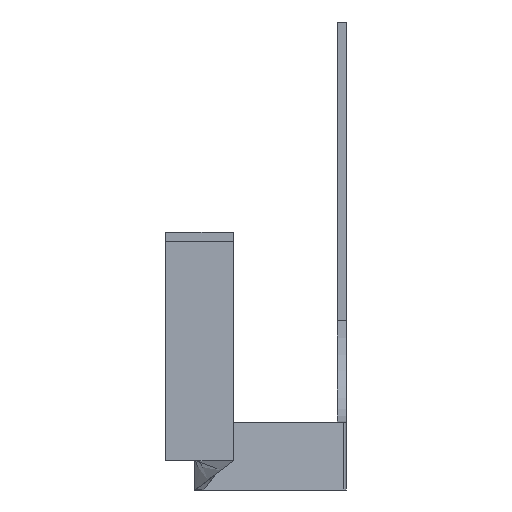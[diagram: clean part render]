
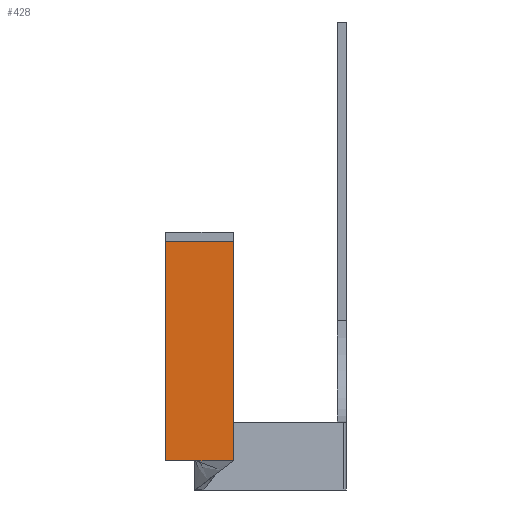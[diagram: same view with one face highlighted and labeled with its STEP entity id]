
A CAD part, front view. The second image highlights one B-rep face of the part: STEP entity #428.
In plain terms, the highlighted planar face has unit normal (0, -1, 0).
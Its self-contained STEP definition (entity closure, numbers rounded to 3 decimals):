
#51 = CARTESIAN_POINT ( 'NONE',  ( -46., -317.5, -194. ) ) ;
#127 = VECTOR ( 'NONE', #1218, 1000. ) ;
#149 = DIRECTION ( 'NONE',  ( 0., 0., 1. ) ) ;
#153 = CARTESIAN_POINT ( 'NONE',  ( -76., -317.5, -194. ) ) ;
#167 = CARTESIAN_POINT ( 'NONE',  ( -76., -317.5, -194. ) ) ;
#186 = FACE_OUTER_BOUND ( 'NONE', #958, .T. ) ;
#195 = EDGE_CURVE ( 'NONE', #1050, #1151, #732, .T. ) ;
#272 = VECTOR ( 'NONE', #952, 1000. ) ;
#285 = LINE ( 'NONE', #975, #272 ) ;
#319 = CARTESIAN_POINT ( 'NONE',  ( -46., -317.5, -194. ) ) ;
#348 = LINE ( 'NONE', #721, #688 ) ;
#368 = EDGE_CURVE ( 'NONE', #1050, #412, #285, .T. ) ;
#412 = VERTEX_POINT ( 'NONE', #915 ) ;
#413 = VECTOR ( 'NONE', #149, 1000. ) ;
#420 = ORIENTED_EDGE ( 'NONE', *, *, #1159, .F. ) ;
#428 = ADVANCED_FACE ( 'NONE', ( #186 ), #880, .T. ) ;
#432 = ORIENTED_EDGE ( 'NONE', *, *, #195, .F. ) ;
#448 = ORIENTED_EDGE ( 'NONE', *, *, #368, .T. ) ;
#480 = VERTEX_POINT ( 'NONE', #795 ) ;
#485 = ORIENTED_EDGE ( 'NONE', *, *, #542, .T. ) ;
#542 = EDGE_CURVE ( 'NONE', #412, #480, #348, .T. ) ;
#596 = AXIS2_PLACEMENT_3D ( 'NONE', #892, #878, #875 ) ;
#626 = LINE ( 'NONE', #153, #413 ) ;
#688 = VECTOR ( 'NONE', #713, 1000. ) ;
#713 = DIRECTION ( 'NONE',  ( -1., 0., 0. ) ) ;
#721 = CARTESIAN_POINT ( 'NONE',  ( -46., -317.5, -97. ) ) ;
#732 = LINE ( 'NONE', #51, #127 ) ;
#795 = CARTESIAN_POINT ( 'NONE',  ( -76., -317.5, -97. ) ) ;
#875 = DIRECTION ( 'NONE',  ( 1., 0., 0. ) ) ;
#878 = DIRECTION ( 'NONE',  ( 0., -1., 0. ) ) ;
#880 = PLANE ( 'NONE',  #596 ) ;
#892 = CARTESIAN_POINT ( 'NONE',  ( -46., -317.5, -194. ) ) ;
#915 = CARTESIAN_POINT ( 'NONE',  ( -46., -317.5, -97. ) ) ;
#952 = DIRECTION ( 'NONE',  ( 0., 0., 1. ) ) ;
#958 = EDGE_LOOP ( 'NONE', ( #420, #432, #448, #485 ) ) ;
#975 = CARTESIAN_POINT ( 'NONE',  ( -46., -317.5, -194. ) ) ;
#1050 = VERTEX_POINT ( 'NONE', #319 ) ;
#1151 = VERTEX_POINT ( 'NONE', #167 ) ;
#1159 = EDGE_CURVE ( 'NONE', #1151, #480, #626, .T. ) ;
#1218 = DIRECTION ( 'NONE',  ( -1., 0., 0. ) ) ;
